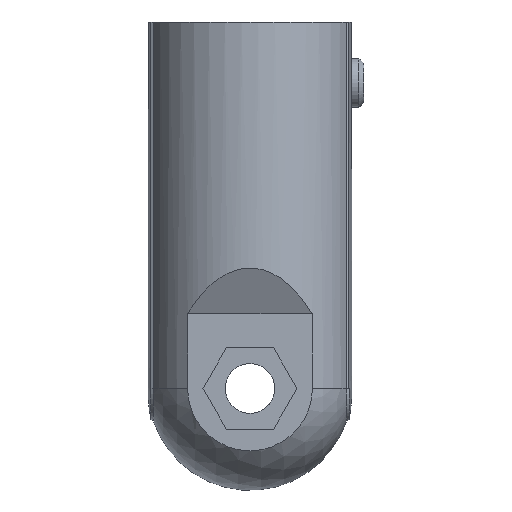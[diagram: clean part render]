
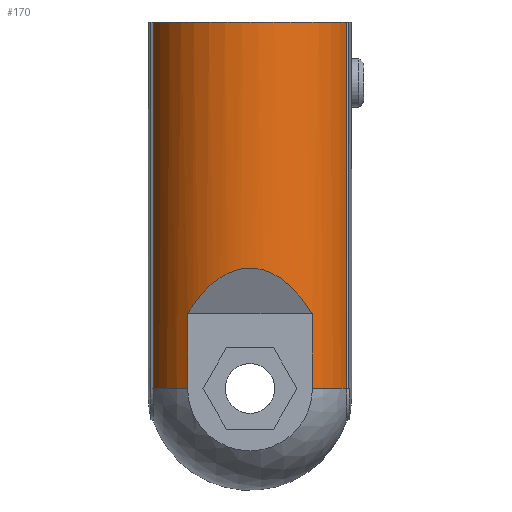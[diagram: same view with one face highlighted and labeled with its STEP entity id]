
A CAD part, left-side view. The second image highlights one B-rep face of the part: STEP entity #170.
In plain terms, the highlighted cylindrical face has radius 12.5 mm (diameter 25 mm), a partial arc.
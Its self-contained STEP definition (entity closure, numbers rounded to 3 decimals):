
#170 = ADVANCED_FACE( '', ( #440 ), #441, .T. );
#440 = FACE_OUTER_BOUND( '', #831, .T. );
#441 = CYLINDRICAL_SURFACE( '', #832, 12.5 );
#831 = EDGE_LOOP( '', ( #1293, #1294, #1295, #1296, #1297, #1298, #1299, #1300 ) );
#832 = AXIS2_PLACEMENT_3D( '', #1301, #1302, #1303 );
#1293 = ORIENTED_EDGE( '', *, *, #2222, .T. );
#1294 = ORIENTED_EDGE( '', *, *, #2246, .T. );
#1295 = ORIENTED_EDGE( '', *, *, #2247, .T. );
#1296 = ORIENTED_EDGE( '', *, *, #2248, .T. );
#1297 = ORIENTED_EDGE( '', *, *, #2230, .F. );
#1298 = ORIENTED_EDGE( '', *, *, #2249, .F. );
#1299 = ORIENTED_EDGE( '', *, *, #2250, .T. );
#1300 = ORIENTED_EDGE( '', *, *, #2251, .T. );
#1301 = CARTESIAN_POINT( '', ( 0., 0., -45.01 ) );
#1302 = DIRECTION( '', ( 0., 0., -1. ) );
#1303 = DIRECTION( '', ( 1., 0., 0. ) );
#2222 = EDGE_CURVE( '', #2642, #2643, #2645, .F. );
#2230 = EDGE_CURVE( '', #2657, #2659, #2660, .T. );
#2246 = EDGE_CURVE( '', #2643, #2687, #2688, .F. );
#2247 = EDGE_CURVE( '', #2687, #2689, #2690, .F. );
#2248 = EDGE_CURVE( '', #2689, #2659, #2691, .T. );
#2249 = EDGE_CURVE( '', #2692, #2657, #2693, .T. );
#2250 = EDGE_CURVE( '', #2692, #2694, #2695, .F. );
#2251 = EDGE_CURVE( '', #2694, #2642, #2696, .T. );
#2642 = VERTEX_POINT( '', #3249 );
#2643 = VERTEX_POINT( '', #3250 );
#2645 = ELLIPSE( '', #3253, 29.578, 12.5 );
#2657 = VERTEX_POINT( '', #3267 );
#2659 = VERTEX_POINT( '', #3270 );
#2660 = CIRCLE( '', #3271, 12.5 );
#2687 = VERTEX_POINT( '', #3308 );
#2688 = LINE( '', #3309, #3310 );
#2689 = VERTEX_POINT( '', #3311 );
#2690 = CIRCLE( '', #3312, 12.5 );
#2691 = LINE( '', #3313, #3314 );
#2692 = VERTEX_POINT( '', #3315 );
#2693 = LINE( '', #3316, #3317 );
#2694 = VERTEX_POINT( '', #3318 );
#2695 = CIRCLE( '', #3319, 12.5 );
#2696 = LINE( '', #3320, #3321 );
#3249 = CARTESIAN_POINT( '', ( -9.9, 7.632, -35.8 ) );
#3250 = CARTESIAN_POINT( '', ( -9.9, -7.632, -35.8 ) );
#3253 = AXIS2_PLACEMENT_3D( '', #4022, #4023, #4024 );
#3267 = CARTESIAN_POINT( '', ( -4., 11.843, 0. ) );
#3270 = CARTESIAN_POINT( '', ( -4., -11.843, 0. ) );
#3271 = AXIS2_PLACEMENT_3D( '', #4037, #4038, #4039 );
#3308 = CARTESIAN_POINT( '', ( -9.9, -7.632, -44.99 ) );
#3309 = CARTESIAN_POINT( '', ( -9.9, -7.632, -45.01 ) );
#3310 = VECTOR( '', #4059, 1000. );
#3311 = CARTESIAN_POINT( '', ( -4., -11.843, -44.99 ) );
#3312 = AXIS2_PLACEMENT_3D( '', #4060, #4061, #4062 );
#3313 = CARTESIAN_POINT( '', ( -4., -11.843, -45.01 ) );
#3314 = VECTOR( '', #4063, 1000. );
#3315 = CARTESIAN_POINT( '', ( -4., 11.843, -44.99 ) );
#3316 = CARTESIAN_POINT( '', ( -4., 11.843, -45.01 ) );
#3317 = VECTOR( '', #4064, 1000. );
#3318 = CARTESIAN_POINT( '', ( -9.9, 7.632, -44.99 ) );
#3319 = AXIS2_PLACEMENT_3D( '', #4065, #4066, #4067 );
#3320 = CARTESIAN_POINT( '', ( -9.9, 7.632, -45.01 ) );
#3321 = VECTOR( '', #4068, 1000. );
#4022 = CARTESIAN_POINT( '', ( 0., 0., -57.031 ) );
#4023 = DIRECTION( '', ( -0.906, 0., -0.423 ) );
#4024 = DIRECTION( '', ( -0.423, 0., 0.906 ) );
#4037 = CARTESIAN_POINT( '', ( 0., 0., 0. ) );
#4038 = DIRECTION( '', ( 0., 0., 1. ) );
#4039 = DIRECTION( '', ( 1., 0., 0. ) );
#4059 = DIRECTION( '', ( 0., 0., 1. ) );
#4060 = CARTESIAN_POINT( '', ( 0., 0., -44.99 ) );
#4061 = DIRECTION( '', ( 0., 0., -1. ) );
#4062 = DIRECTION( '', ( -1., 0., 0. ) );
#4063 = DIRECTION( '', ( 0., 0., 1. ) );
#4064 = DIRECTION( '', ( 0., 0., 1. ) );
#4065 = CARTESIAN_POINT( '', ( 0., 0., -44.99 ) );
#4066 = DIRECTION( '', ( 0., 0., -1. ) );
#4067 = DIRECTION( '', ( -1., 0., 0. ) );
#4068 = DIRECTION( '', ( 0., 0., 1. ) );
